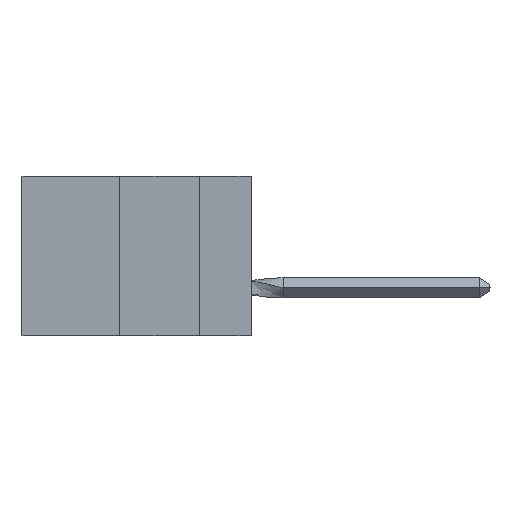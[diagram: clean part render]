
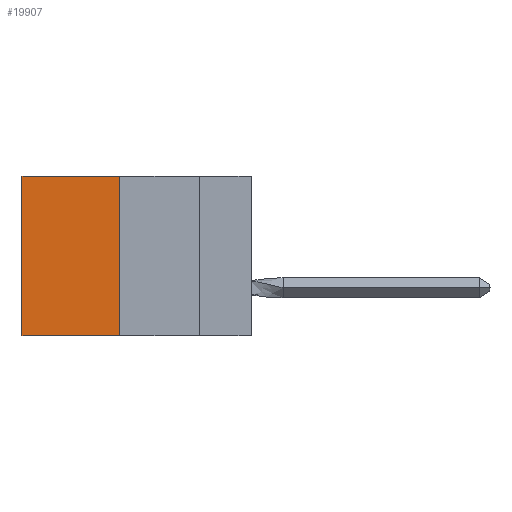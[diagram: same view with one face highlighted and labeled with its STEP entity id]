
A CAD part, left-side view. The second image highlights one B-rep face of the part: STEP entity #19907.
In plain terms, the highlighted planar face has unit normal (-1, 0, 0).
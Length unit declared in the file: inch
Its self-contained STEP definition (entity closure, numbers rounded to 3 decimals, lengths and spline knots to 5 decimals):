
#61 = DIRECTION ( 'NONE',  ( 0., 1., 0. ) ) ;
#1585 = ORIENTED_EDGE ( 'NONE', *, *, #32473, .F. ) ;
#2184 = CARTESIAN_POINT ( 'NONE',  ( 0.305, 0.413, -0.5 ) ) ;
#4897 = EDGE_CURVE ( 'NONE', #33086, #14331, #15888, .T. ) ;
#6359 = AXIS2_PLACEMENT_3D ( 'NONE', #7550, #10240, #30120 ) ;
#6719 = CARTESIAN_POINT ( 'NONE',  ( 0.305, 0.413, -0.5 ) ) ;
#7286 = CARTESIAN_POINT ( 'NONE',  ( 0.305, 0.413, 0. ) ) ;
#7550 = CARTESIAN_POINT ( 'NONE',  ( 0.305, 0.413, -0.5 ) ) ;
#8279 = ORIENTED_EDGE ( 'NONE', *, *, #34865, .F. ) ;
#9118 = VECTOR ( 'NONE', #29505, 39.37008 ) ;
#10240 = DIRECTION ( 'NONE',  ( 1., 0., 0. ) ) ;
#10397 = VECTOR ( 'NONE', #32265, 39.37008 ) ;
#13141 = VERTEX_POINT ( 'NONE', #22693 ) ;
#14135 = CARTESIAN_POINT ( 'NONE',  ( 0.305, 0.413, 0. ) ) ;
#14223 = LINE ( 'NONE', #34222, #22180 ) ;
#14331 = VERTEX_POINT ( 'NONE', #18434 ) ;
#15888 = LINE ( 'NONE', #14135, #22918 ) ;
#18434 = CARTESIAN_POINT ( 'NONE',  ( 0.305, 0.72, 0. ) ) ;
#18836 = LINE ( 'NONE', #6719, #9118 ) ;
#18913 = PLANE ( 'NONE',  #6359 ) ;
#19907 = ADVANCED_FACE ( 'NONE', ( #33424 ), #18913, .F. ) ;
#21723 = ORIENTED_EDGE ( 'NONE', *, *, #28669, .T. ) ;
#22180 = VECTOR ( 'NONE', #25901, 39.37008 ) ;
#22693 = CARTESIAN_POINT ( 'NONE',  ( 0.305, 0.72, -0.5 ) ) ;
#22918 = VECTOR ( 'NONE', #61, 39.37008 ) ;
#25901 = DIRECTION ( 'NONE',  ( 0., 0., -1. ) ) ;
#26100 = EDGE_LOOP ( 'NONE', ( #21723, #1585, #8279, #33637 ) ) ;
#28669 = EDGE_CURVE ( 'NONE', #14331, #13141, #34740, .T. ) ;
#29411 = CARTESIAN_POINT ( 'NONE',  ( 0.305, 0.72, -0.5 ) ) ;
#29505 = DIRECTION ( 'NONE',  ( 0., 1., 0. ) ) ;
#30120 = DIRECTION ( 'NONE',  ( 0., 0., -1. ) ) ;
#30810 = VERTEX_POINT ( 'NONE', #2184 ) ;
#32265 = DIRECTION ( 'NONE',  ( 0., 0., -1. ) ) ;
#32473 = EDGE_CURVE ( 'NONE', #30810, #13141, #18836, .T. ) ;
#33086 = VERTEX_POINT ( 'NONE', #7286 ) ;
#33424 = FACE_OUTER_BOUND ( 'NONE', #26100, .T. ) ;
#33637 = ORIENTED_EDGE ( 'NONE', *, *, #4897, .T. ) ;
#34222 = CARTESIAN_POINT ( 'NONE',  ( 0.305, 0.413, -0.5 ) ) ;
#34740 = LINE ( 'NONE', #29411, #10397 ) ;
#34865 = EDGE_CURVE ( 'NONE', #33086, #30810, #14223, .T. ) ;
